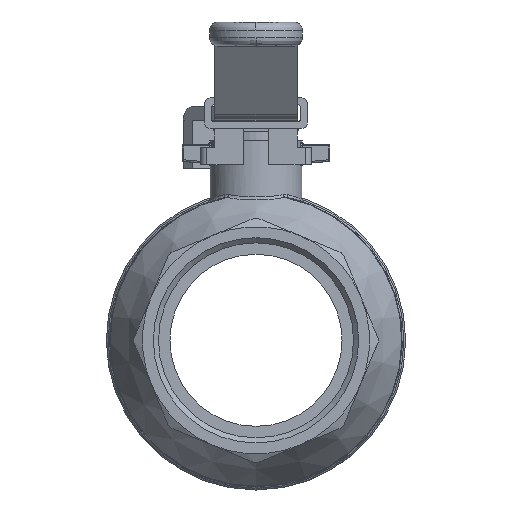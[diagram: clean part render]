
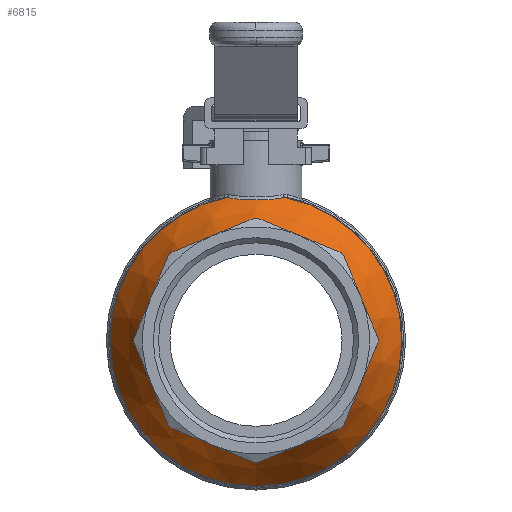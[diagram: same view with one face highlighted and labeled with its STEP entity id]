
A CAD part, left-side view. The second image highlights one B-rep face of the part: STEP entity #6815.
In plain terms, the highlighted conical face has half-angle 29.745 degrees and reference radius 32.5 mm.
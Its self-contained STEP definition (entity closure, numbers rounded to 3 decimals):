
#273=CONICAL_SURFACE('',#7253,32.5,0.519);
#1028=B_SPLINE_CURVE_WITH_KNOTS('',3,(#9779,#9780,#9781,#9782,#9783,#9784,
#9785,#9786),.UNSPECIFIED.,.F.,.F.,(4,1,1,1,1,4),(0.,0.005,
0.007,0.009,0.014,0.018),
 .UNSPECIFIED.);
#1267=ORIENTED_EDGE('',*,*,#2788,.T.);
#1268=ORIENTED_EDGE('',*,*,#2789,.T.);
#1269=ORIENTED_EDGE('',*,*,#2790,.T.);
#2788=EDGE_CURVE('',#3525,#3526,#1028,.T.);
#2789=EDGE_CURVE('',#3526,#3525,#3996,.F.);
#2790=EDGE_CURVE('',#3527,#3527,#3997,.T.);
#3525=VERTEX_POINT('',#9787);
#3526=VERTEX_POINT('',#9788);
#3527=VERTEX_POINT('',#9791);
#3996=CIRCLE('',#7254,42.368);
#3997=CIRCLE('',#7255,32.632);
#4273=EDGE_LOOP('',(#1267,#1268));
#4274=EDGE_LOOP('',(#1269));
#4694=FACE_BOUND('',#4273,.T.);
#4695=FACE_BOUND('',#4274,.T.);
#6815=ADVANCED_FACE('',(#4694,#4695),#273,.T.);
#7253=AXIS2_PLACEMENT_3D('',#9778,#7978,#7979);
#7254=AXIS2_PLACEMENT_3D('',#9789,#7980,#7981);
#7255=AXIS2_PLACEMENT_3D('',#9790,#7982,#7983);
#7978=DIRECTION('',(0.,1.,0.));
#7979=DIRECTION('',(0.,0.,1.));
#7980=DIRECTION('',(0.,1.,0.));
#7981=DIRECTION('',(0.,0.,1.));
#7982=DIRECTION('',(0.,1.,0.));
#7983=DIRECTION('',(0.,0.,1.));
#9778=CARTESIAN_POINT('',(0.,-28.5,0.));
#9779=CARTESIAN_POINT('',(8.357,-11.231,41.536));
#9780=CARTESIAN_POINT('',(7.163,-12.116,41.26));
#9781=CARTESIAN_POINT('',(5.144,-13.167,40.982));
#9782=CARTESIAN_POINT('',(2.258,-13.881,40.811));
#9783=CARTESIAN_POINT('',(-0.774,-14.127,40.756));
#9784=CARTESIAN_POINT('',(-4.498,-13.508,40.893));
#9785=CARTESIAN_POINT('',(-7.163,-12.115,41.26));
#9786=CARTESIAN_POINT('',(-8.357,-11.231,41.536));
#9787=CARTESIAN_POINT('',(8.357,-11.231,41.536));
#9788=CARTESIAN_POINT('',(-8.357,-11.231,41.536));
#9789=CARTESIAN_POINT('',(0.,-11.231,0.));
#9790=CARTESIAN_POINT('',(0.,-28.269,0.));
#9791=CARTESIAN_POINT('',(0.,-28.269,32.632));
